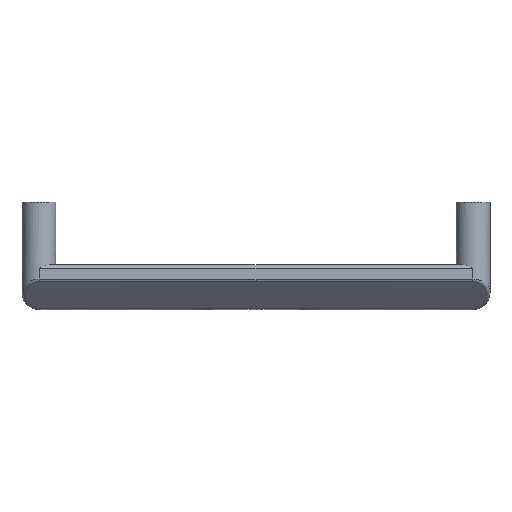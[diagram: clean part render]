
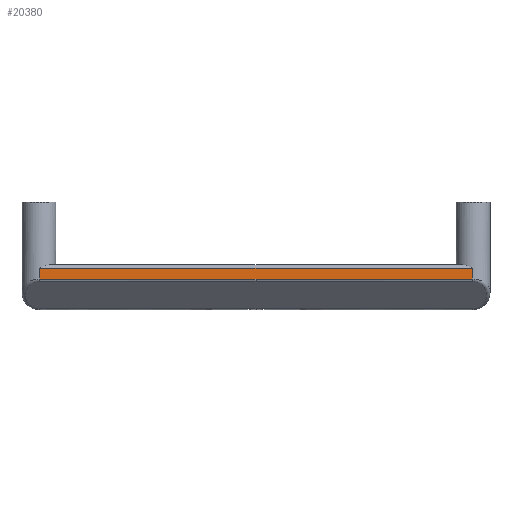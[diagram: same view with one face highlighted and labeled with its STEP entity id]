
A CAD part, top view. The second image highlights one B-rep face of the part: STEP entity #20380.
In plain terms, the highlighted planar face has unit normal (0, 0, 1).
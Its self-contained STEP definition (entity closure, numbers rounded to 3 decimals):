
#620=CARTESIAN_POINT('',(63.827,-22.588,
4.997));
#630=CARTESIAN_POINT('',(63.801,-22.588,
4.997));
#640=CARTESIAN_POINT('',(63.778,-22.589,
4.997));
#650=CARTESIAN_POINT('',(19.5,-22.589,
4.997));
#660=CARTESIAN_POINT('',(-24.75,-22.589,
4.997));
#670=CARTESIAN_POINT('',(-69.,-22.589,
4.997));
#680=B_SPLINE_CURVE_WITH_KNOTS('',3,(#620,#630,#640,#650,#660,#670),
.UNSPECIFIED.,.F.,.F.,(4,2,4),(0.,0.083,132.834),
.UNSPECIFIED.);
#690=CARTESIAN_POINT('',(63.827,-22.588,
4.997));
#700=VERTEX_POINT('',#690);
#710=CARTESIAN_POINT('',(0.,-22.589,
4.997));
#720=VERTEX_POINT('',#710);
#730=EDGE_CURVE('',#700,#720,#680,.T.);
#15160=CARTESIAN_POINT('',(63.827,-19.417,
4.997));
#15170=VERTEX_POINT('',#15160);
#15430=CARTESIAN_POINT('',(63.827,0.,
4.997));
#15440=DIRECTION('',(0.,1.,0.));
#15450=VECTOR('',#15440,1.);
#15460=LINE('',#15430,#15450);
#15470=EDGE_CURVE('',#700,#15170,#15460,.T.);
#17260=CARTESIAN_POINT('',(-63.827,-19.417,
4.997));
#17270=VERTEX_POINT('',#17260);
#17370=CARTESIAN_POINT('',(0.,-19.417,
4.997));
#17380=DIRECTION('',(1.,0.,0.));
#17390=VECTOR('',#17380,1.);
#17400=LINE('',#17370,#17390);
#17410=EDGE_CURVE('',#17270,#15170,#17400,.T.);
#20110=CARTESIAN_POINT('',(70.,-17.003,
4.997));
#20120=DIRECTION('',(0.,0.,1.));
#20130=DIRECTION('',(0.,1.,0.));
#20140=AXIS2_PLACEMENT_3D('',#20110,#20120,#20130);
#20150=PLANE('',#20140);
#20160=CARTESIAN_POINT('',(-63.827,-22.588,
4.997));
#20170=CARTESIAN_POINT('',(-63.801,-22.588,
4.997));
#20180=CARTESIAN_POINT('',(-63.778,-22.589,
4.997));
#20190=CARTESIAN_POINT('',(-19.5,-22.589,
4.997));
#20200=CARTESIAN_POINT('',(24.75,-22.589,
4.997));
#20210=CARTESIAN_POINT('',(69.,-22.589,4.997));
#20220=B_SPLINE_CURVE_WITH_KNOTS('',3,(#20160,#20170,#20180,#20190,
#20200,#20210),.UNSPECIFIED.,.F.,.F.,(4,2,4),(0.,0.083,
132.834),.UNSPECIFIED.);
#20230=CARTESIAN_POINT('',(-63.827,-22.588,
4.997));
#20240=VERTEX_POINT('',#20230);
#20250=EDGE_CURVE('',#20240,#720,#20220,.T.);
#20260=ORIENTED_EDGE('',*,*,#20250,.T.);
#20270=CARTESIAN_POINT('',(-63.827,0.,
4.997));
#20280=DIRECTION('',(0.,1.,0.));
#20290=VECTOR('',#20280,1.);
#20300=LINE('',#20270,#20290);
#20310=EDGE_CURVE('',#20240,#17270,#20300,.T.);
#20320=ORIENTED_EDGE('',*,*,#20310,.F.);
#20330=ORIENTED_EDGE('',*,*,#17410,.F.);
#20340=ORIENTED_EDGE('',*,*,#15470,.T.);
#20350=ORIENTED_EDGE('',*,*,#730,.F.);
#20360=EDGE_LOOP('',(#20350,#20340,#20330,#20320,#20260));
#20370=FACE_OUTER_BOUND('',#20360,.T.);
#20380=ADVANCED_FACE('',(#20370),#20150,.T.);
